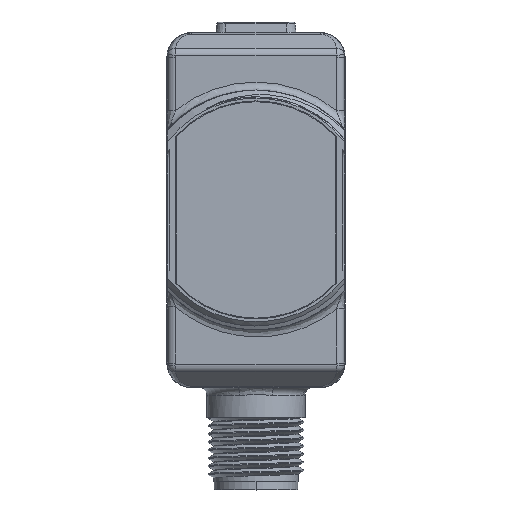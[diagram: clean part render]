
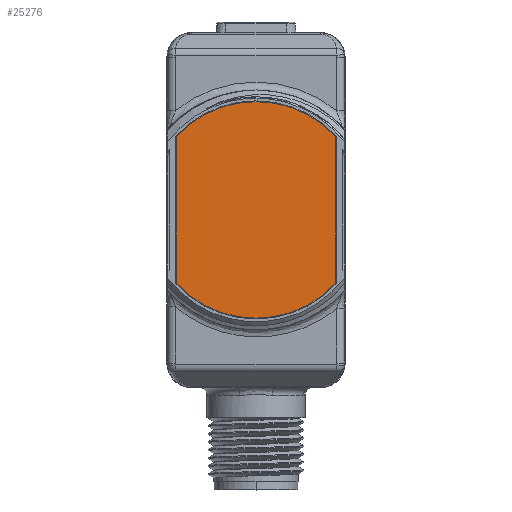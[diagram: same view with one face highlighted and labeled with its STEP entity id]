
A CAD part, top view. The second image highlights one B-rep face of the part: STEP entity #25276.
In plain terms, the highlighted planar face has unit normal (0, 0, 1).
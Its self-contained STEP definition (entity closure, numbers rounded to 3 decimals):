
#25193=CARTESIAN_POINT('',(0.,0.,21.1));
#25194=DIRECTION('',(0.,0.,1.));
#25195=DIRECTION('',(-0.736,-0.677,0.));
#25196=AXIS2_PLACEMENT_3D('',#25193,#25194,#25195);
#25198=DIRECTION('',(0.,-1.,0.));
#25199=VECTOR('',#25198,18.209);
#25200=CARTESIAN_POINT('',(-9.9,9.105,21.1));
#25201=LINE('',#25200,#25199);
#25202=CARTESIAN_POINT('',(0.,0.,21.1));
#25203=DIRECTION('',(0.,0.,1.));
#25204=DIRECTION('',(0.736,0.677,0.));
#25205=AXIS2_PLACEMENT_3D('',#25202,#25203,#25204);
#25207=DIRECTION('',(0.,1.,0.));
#25208=VECTOR('',#25207,18.209);
#25209=CARTESIAN_POINT('',(9.9,-9.105,21.1));
#25210=LINE('',#25209,#25208);
#25245=CARTESIAN_POINT('',(-9.9,-9.105,21.1));
#25246=CARTESIAN_POINT('',(9.9,-9.105,21.1));
#25247=VERTEX_POINT('',#25245);
#25248=VERTEX_POINT('',#25246);
#25249=CARTESIAN_POINT('',(9.9,9.105,21.1));
#25250=VERTEX_POINT('',#25249);
#25251=CARTESIAN_POINT('',(-9.9,9.105,21.1));
#25252=VERTEX_POINT('',#25251);
#25261=CARTESIAN_POINT('',(0.,0.,21.1));
#25262=DIRECTION('',(0.,0.,1.));
#25263=DIRECTION('',(0.,1.,0.));
#25264=AXIS2_PLACEMENT_3D('',#25261,#25262,#25263);
#25265=PLANE('',#25264);
#25267=ORIENTED_EDGE('',*,*,#25266,.F.);
#25269=ORIENTED_EDGE('',*,*,#25268,.F.);
#25271=ORIENTED_EDGE('',*,*,#25270,.F.);
#25273=ORIENTED_EDGE('',*,*,#25272,.F.);
#25274=EDGE_LOOP('',(#25267,#25269,#25271,#25273));
#25275=FACE_OUTER_BOUND('',#25274,.F.);
#25276=ADVANCED_FACE('',(#25275),#25265,.T.);
#25197=CIRCLE('',#25196,13.45);
#25206=CIRCLE('',#25205,13.45);
#25266=EDGE_CURVE('',#25247,#25248,#25197,.T.);
#25268=EDGE_CURVE('',#25252,#25247,#25201,.T.);
#25270=EDGE_CURVE('',#25250,#25252,#25206,.T.);
#25272=EDGE_CURVE('',#25248,#25250,#25210,.T.);
